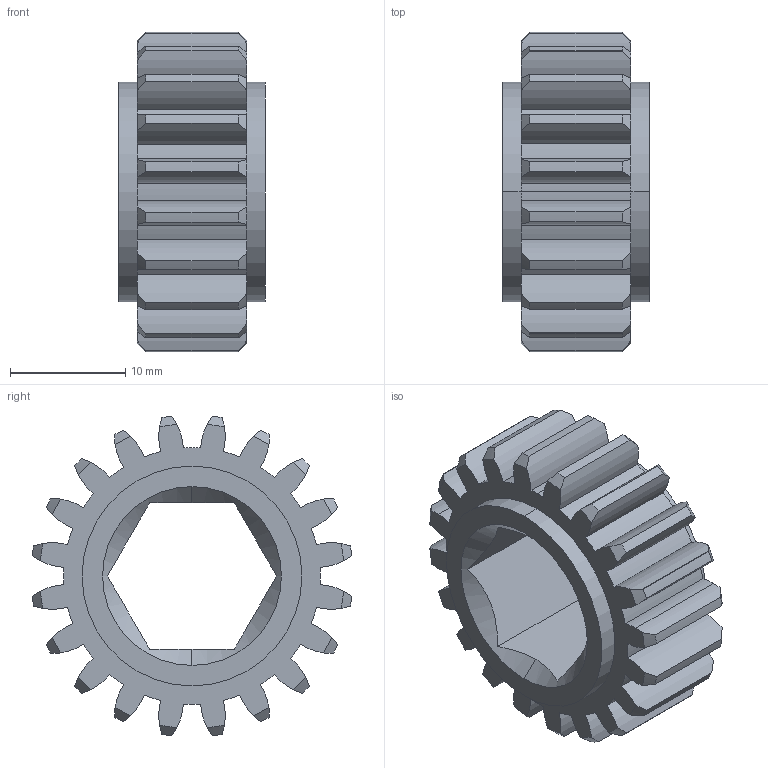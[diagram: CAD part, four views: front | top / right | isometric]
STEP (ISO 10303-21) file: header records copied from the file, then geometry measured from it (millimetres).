
FILE_DESCRIPTION (( 'STEP AP203' ), '1' );
FILE_NAME ('am-4213 20T 20DP 500hex 375 FW.STEP', '2022-06-22T19:50:05', ( '' ), ( '' ), 'SwSTEP 2.0', 'SolidWorks 2021', '' );
FILE_SCHEMA (( 'CONFIG_CONTROL_DESIGN' ));
Length unit declared in the file: inch
Products named in the file (1): am-4213 20T 20DP 500hex 375 FW
Bounding box: 12.7 x 27.72 x 27.72 mm (x, y, z)
Volume: 3704.7 mm3; surface area: 2943 mm2
Topology: 1 solids, 1 shells, 143 faces, 417 edges, 278 vertices
Faces by surface type: cylinder 89, cone 44, plane 10
Entity records: 5128 total; most frequent: CARTESIAN_POINT 1235, ORIENTED_EDGE 834, DIRECTION 823, EDGE_CURVE 417, AXIS2_PLACEMENT_3D 362, VERTEX_POINT 278, CIRCLE 218, EDGE_LOOP 147
